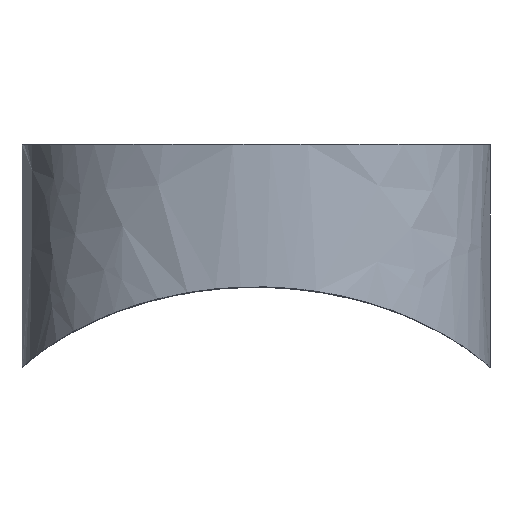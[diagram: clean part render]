
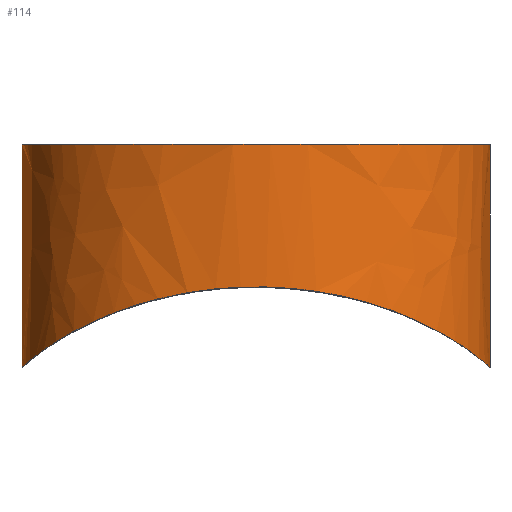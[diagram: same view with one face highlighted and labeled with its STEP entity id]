
A CAD part, top view. The second image highlights one B-rep face of the part: STEP entity #114.
In plain terms, the highlighted free-form (B-spline) face has degree [3, 1] with [13, 2] control points.
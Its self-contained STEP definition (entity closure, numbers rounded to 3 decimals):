
#15=B_SPLINE_SURFACE_WITH_KNOTS('',3,1,((#343,#344),(#345,#346),(#347,#348),
(#349,#350),(#351,#352),(#353,#354),(#355,#356),(#357,#358),(#359,#360),
(#361,#362),(#363,#364),(#365,#366),(#367,#368)),.UNSPECIFIED.,.F.,.F.,
 .F.,(4,1,1,1,1,1,1,1,1,1,4),(2,2),(3.142,3.338,3.534,
3.927,4.32,4.712,5.105,5.498,
5.89,6.087,6.283),(-0.167,
0.5),.UNSPECIFIED.);
#21=LINE('',#369,#26);
#22=LINE('',#370,#27);
#26=VECTOR('',#151,1200.);
#27=VECTOR('',#152,10.);
#40=FACE_OUTER_BOUND('',#49,.T.);
#49=EDGE_LOOP('',(#97,#98,#99,#100));
#53=B_SPLINE_CURVE_WITH_KNOTS('',3,(#170,#171,#172,#173,#174,#175,#176,
#177,#178,#179,#180,#181,#182),.UNSPECIFIED.,.F.,.F.,(4,1,1,1,1,1,1,1,1,
1,4),(3.142,3.338,3.534,3.927,
4.32,4.712,5.105,5.498,5.89,
6.087,6.283),.UNSPECIFIED.);
#54=B_SPLINE_CURVE_WITH_KNOTS('',3,(#211,#212,#213,#214,#215,#216,#217,
#218,#219,#220,#221,#222,#223,#224,#225,#226,#227,#228,#229,#230,#231,#232,
#233,#234,#235,#236,#237,#238,#239,#240),.UNSPECIFIED.,.F.,.F.,(4,2,2,2,
2,2,2,2,2,2,2,2,2,2,4),(0.,0.027,0.057,0.144,
0.313,0.545,0.828,1.018,
1.208,1.493,1.722,1.889,1.973,
2.003,2.029),.UNSPECIFIED.);
#58=VERTEX_POINT('',#155);
#59=VERTEX_POINT('',#156);
#63=VERTEX_POINT('',#209);
#64=VERTEX_POINT('',#210);
#68=EDGE_CURVE('',#59,#58,#53,.T.);
#73=EDGE_CURVE('',#63,#64,#54,.T.);
#79=EDGE_CURVE('',#59,#63,#21,.T.);
#80=EDGE_CURVE('',#64,#58,#22,.T.);
#97=ORIENTED_EDGE('',*,*,#79,.T.);
#98=ORIENTED_EDGE('',*,*,#73,.T.);
#99=ORIENTED_EDGE('',*,*,#80,.T.);
#100=ORIENTED_EDGE('',*,*,#68,.F.);
#114=ADVANCED_FACE('',(#40),#15,.F.);
#151=DIRECTION('',(0.,-1.,0.));
#152=DIRECTION('',(0.,1.,0.));
#155=CARTESIAN_POINT('',(9.8,8.,0.));
#156=CARTESIAN_POINT('',(-7.,8.,0.));
#170=CARTESIAN_POINT('Ctrl Pts',(-7.,8.,0.));
#171=CARTESIAN_POINT('Ctrl Pts',(-7.,8.,0.573));
#172=CARTESIAN_POINT('Ctrl Pts',(-6.814,8.,1.718));
#173=CARTESIAN_POINT('Ctrl Pts',(-5.833,8.,3.681));
#174=CARTESIAN_POINT('Ctrl Pts',(-3.959,8.,5.33));
#175=CARTESIAN_POINT('Ctrl Pts',(-1.369,8.,6.375));
#176=CARTESIAN_POINT('Ctrl Pts',(1.4,8.,6.713));
#177=CARTESIAN_POINT('Ctrl Pts',(4.169,8.,6.375));
#178=CARTESIAN_POINT('Ctrl Pts',(6.759,8.,5.33));
#179=CARTESIAN_POINT('Ctrl Pts',(8.633,8.,3.681));
#180=CARTESIAN_POINT('Ctrl Pts',(9.614,8.,1.718));
#181=CARTESIAN_POINT('Ctrl Pts',(9.8,8.,0.573));
#182=CARTESIAN_POINT('Ctrl Pts',(9.8,8.,0.));
#209=CARTESIAN_POINT('',(-7.,0.,0.));
#210=CARTESIAN_POINT('',(9.8,0.,0.));
#211=CARTESIAN_POINT('Ctrl Pts',(-7.,0.,
0.));
#212=CARTESIAN_POINT('Ctrl Pts',(-7.,0.,0.106));
#213=CARTESIAN_POINT('Ctrl Pts',(-6.997,0.003,0.212));
#214=CARTESIAN_POINT('Ctrl Pts',(-6.983,0.016,0.44));
#215=CARTESIAN_POINT('Ctrl Pts',(-6.972,0.026,0.562));
#216=CARTESIAN_POINT('Ctrl Pts',(-6.914,0.078,1.024));
#217=CARTESIAN_POINT('Ctrl Pts',(-6.839,0.143,1.362));
#218=CARTESIAN_POINT('Ctrl Pts',(-6.536,0.394,2.31));
#219=CARTESIAN_POINT('Ctrl Pts',(-6.211,0.648,2.935));
#220=CARTESIAN_POINT('Ctrl Pts',(-5.178,1.298,4.28));
#221=CARTESIAN_POINT('Ctrl Pts',(-4.435,1.681,4.874));
#222=CARTESIAN_POINT('Ctrl Pts',(-2.67,2.349,5.889));
#223=CARTESIAN_POINT('Ctrl Pts',(-1.64,2.606,6.225));
#224=CARTESIAN_POINT('Ctrl Pts',(0.031,2.84,6.538));
#225=CARTESIAN_POINT('Ctrl Pts',(0.717,2.888,6.6));
#226=CARTESIAN_POINT('Ctrl Pts',(2.096,2.887,6.6));
#227=CARTESIAN_POINT('Ctrl Pts',(2.783,2.839,6.536));
#228=CARTESIAN_POINT('Ctrl Pts',(4.457,2.602,6.22));
#229=CARTESIAN_POINT('Ctrl Pts',(5.492,2.344,5.882));
#230=CARTESIAN_POINT('Ctrl Pts',(7.255,1.671,4.859));
#231=CARTESIAN_POINT('Ctrl Pts',(7.991,1.291,4.266));
#232=CARTESIAN_POINT('Ctrl Pts',(9.014,0.646,2.928));
#233=CARTESIAN_POINT('Ctrl Pts',(9.34,0.391,2.304));
#234=CARTESIAN_POINT('Ctrl Pts',(9.641,0.142,1.352));
#235=CARTESIAN_POINT('Ctrl Pts',(9.715,0.077,1.017));
#236=CARTESIAN_POINT('Ctrl Pts',(9.772,0.026,0.558));
#237=CARTESIAN_POINT('Ctrl Pts',(9.784,0.015,0.438));
#238=CARTESIAN_POINT('Ctrl Pts',(9.797,0.003,0.211));
#239=CARTESIAN_POINT('Ctrl Pts',(9.8,0.,0.106));
#240=CARTESIAN_POINT('Ctrl Pts',(9.8,0.,0.));
#343=CARTESIAN_POINT('Ctrl Pts',(-7.,8.,0.));
#344=CARTESIAN_POINT('Ctrl Pts',(-7.,0.,0.));
#345=CARTESIAN_POINT('Ctrl Pts',(-7.,8.,0.573));
#346=CARTESIAN_POINT('Ctrl Pts',(-7.,0.,0.573));
#347=CARTESIAN_POINT('Ctrl Pts',(-6.814,8.,1.718));
#348=CARTESIAN_POINT('Ctrl Pts',(-6.814,0.,
1.718));
#349=CARTESIAN_POINT('Ctrl Pts',(-5.833,8.,3.681));
#350=CARTESIAN_POINT('Ctrl Pts',(-5.833,0.,
3.681));
#351=CARTESIAN_POINT('Ctrl Pts',(-3.959,8.,5.33));
#352=CARTESIAN_POINT('Ctrl Pts',(-3.959,0.,
5.33));
#353=CARTESIAN_POINT('Ctrl Pts',(-1.369,8.,6.375));
#354=CARTESIAN_POINT('Ctrl Pts',(-1.369,0.,
6.375));
#355=CARTESIAN_POINT('Ctrl Pts',(1.4,8.,6.713));
#356=CARTESIAN_POINT('Ctrl Pts',(1.4,0.,6.713));
#357=CARTESIAN_POINT('Ctrl Pts',(4.169,8.,6.375));
#358=CARTESIAN_POINT('Ctrl Pts',(4.169,0.,
6.375));
#359=CARTESIAN_POINT('Ctrl Pts',(6.759,8.,5.33));
#360=CARTESIAN_POINT('Ctrl Pts',(6.759,0.,
5.33));
#361=CARTESIAN_POINT('Ctrl Pts',(8.633,8.,3.681));
#362=CARTESIAN_POINT('Ctrl Pts',(8.633,0.,
3.681));
#363=CARTESIAN_POINT('Ctrl Pts',(9.614,8.,1.718));
#364=CARTESIAN_POINT('Ctrl Pts',(9.614,0.,
1.718));
#365=CARTESIAN_POINT('Ctrl Pts',(9.8,8.,0.573));
#366=CARTESIAN_POINT('Ctrl Pts',(9.8,0.,0.573));
#367=CARTESIAN_POINT('Ctrl Pts',(9.8,8.,0.));
#368=CARTESIAN_POINT('Ctrl Pts',(9.8,0.,0.));
#369=CARTESIAN_POINT('',(-7.,6.,0.));
#370=CARTESIAN_POINT('',(9.8,6.,0.));
